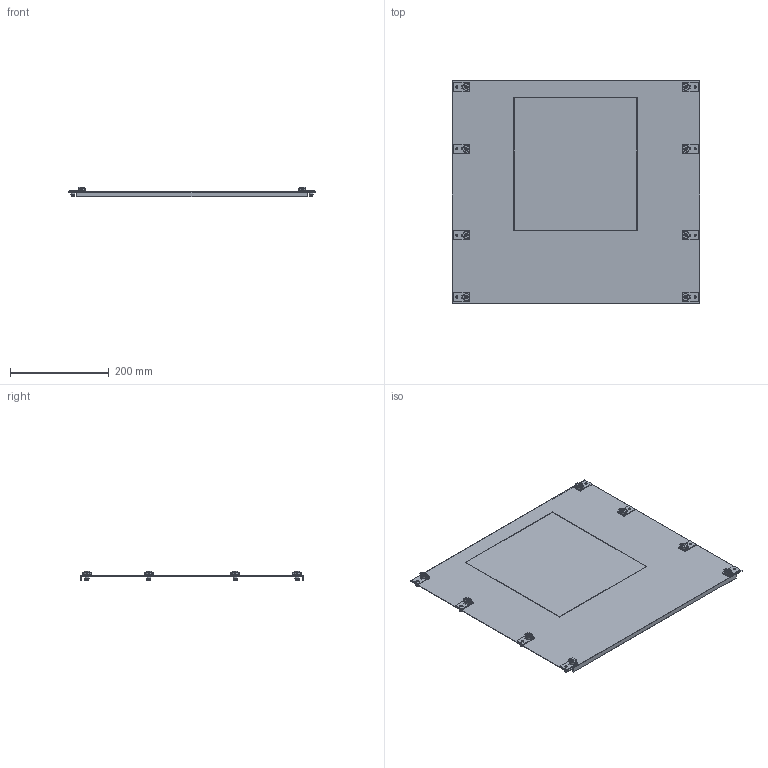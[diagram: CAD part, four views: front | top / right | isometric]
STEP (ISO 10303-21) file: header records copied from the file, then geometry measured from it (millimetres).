
FILE_DESCRIPTION((''),'2;1');
FILE_NAME('001339551_CP_1_4_3_K1_ASM','2023-01-23T15:15:21',('klemen.sitar'),('Audax d.o.o.'),'CREO PARAMETRIC BY PTC INC, 2021304','CREO PARAMETRIC BY PTC INC, 2021304','');
FILE_SCHEMA(('AP242_MANAGED_MODEL_BASED_3D_ENGINEERING_MIM_LF { 1 0 10303 442 1 1 4 }'));
Products named in the file (17): PRT0002_1_1_1_1_1_1_1_1_1_1_1_2; PRT0002_1_1_1_1_1_1_2_3_1_1_1_3; PRT0002_1_1_1_1_1_1_2_1_1-176_2; PRT0003_1_1_1_1_1_1_2_1_1-196_2; PRT0003_1_1_1_1_1_1_2_3_1_1_1_3; BLACK_PIN_ASM_1_ASM_1_ASM_1_A_1_ASM; PRT0002_1_1_1_1_1_1_2_1_1_-2688; PRT0002_1_1_1_1_1_1_2_3_1_1_1_2; PRT0003_1_1_1_1_1_1_2_3_1_1_1_2; PRT0003_1_1_1_1_1_1_2_1_1_-4659; BLACK_PIN_ASM_1_ASM_1_ASM_1_A_4_ASM; PRT0002_1_1_1_1_2_3_1_1_1_1_1_1; PRT0003_1_1_1_1_1_1_2_3_4_5_1_3; PRT0002_1_1_1_1_2_1_1_1_1_1_1_1; PRT0003_1_1_1_1_1_2_3_1_1_1_1_1; 001101443_CP_1_3_F_ASM_1_ASM__1_ASM; 001339551_CP_1_4_3_K1_ASM
Assembly tree (17 placements, depth 3):
  001339551_CP_1_4_3_K1_ASM
    PRT0002_1_1_1_1_1_1_1_1_1_1_1_2
    BLACK_PIN_ASM_1_ASM_1_ASM_1_A_1_ASM
      PRT0002_1_1_1_1_1_1_2_3_1_1_1_3
      PRT0002_1_1_1_1_1_1_2_1_1-176_2
      PRT0003_1_1_1_1_1_1_2_1_1-196_2
      PRT0003_1_1_1_1_1_1_2_3_1_1_1_3
    BLACK_PIN_ASM_1_ASM_1_ASM_1_A_4_ASM
      PRT0002_1_1_1_1_1_1_2_1_1_-2688
      PRT0002_1_1_1_1_1_1_2_3_1_1_1_2
      PRT0003_1_1_1_1_1_1_2_3_1_1_1_2
      PRT0003_1_1_1_1_1_1_2_1_1_-4659
    001101443_CP_1_3_F_ASM_1_ASM__1_ASM  x2
      PRT0002_1_1_1_1_2_3_1_1_1_1_1_1
      PRT0003_1_1_1_1_1_1_2_3_4_5_1_3
      PRT0002_1_1_1_1_2_1_1_1_1_1_1_1
      PRT0003_1_1_1_1_1_2_3_1_1_1_1_1
Bounding box: 500 x 450 x 18.6 mm (x, y, z)
Volume: 254558.6 mm3; surface area: 491041.5 mm2
Topology: 18 solids, 18 shells, 696 faces, 2052 edges, 1464 vertices
Faces by surface type: plane 440, cylinder 240, cone 16
Entity records: 36401 total; most frequent: PRESENTATION_LAYER_ASSIGNMENT 10234, CARTESIAN_POINT 4218, DIRECTION 3144, ORIENTED_EDGE 3084, PRESENTATION_STYLE_ASSIGNMENT 1622, STYLED_ITEM 1622, CURVE_STYLE 1608, EDGE_CURVE 1542
